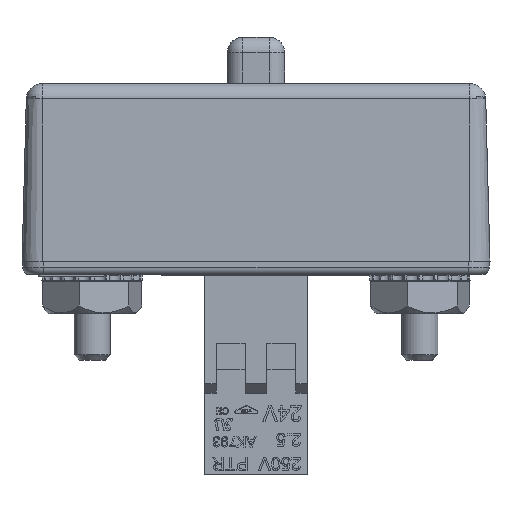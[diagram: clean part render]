
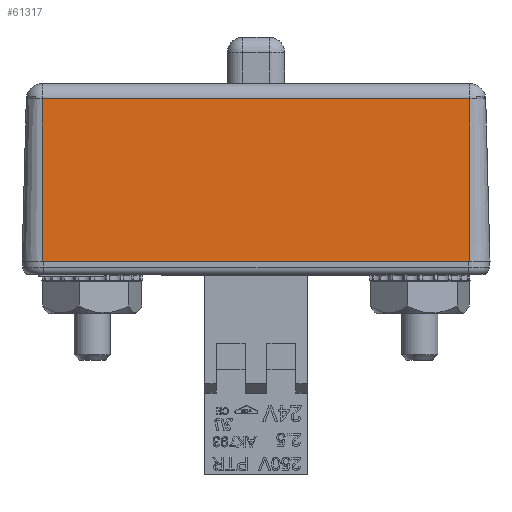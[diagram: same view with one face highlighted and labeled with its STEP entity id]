
A CAD part, left-side view. The second image highlights one B-rep face of the part: STEP entity #61317.
In plain terms, the highlighted face is planar.
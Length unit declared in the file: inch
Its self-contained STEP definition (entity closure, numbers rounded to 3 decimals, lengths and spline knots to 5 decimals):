
#2682 = DIRECTION ( 'NONE',  ( 0., 0., 1. ) ) ;
#3147 = VERTEX_POINT ( 'NONE', #17065 ) ;
#4755 = VERTEX_POINT ( 'NONE', #21274 ) ;
#10972 = VECTOR ( 'NONE', #2682, 39.37008 ) ;
#17037 = CARTESIAN_POINT ( 'NONE',  ( -1.58031, 0.68, 0.815 ) ) ;
#17065 = CARTESIAN_POINT ( 'NONE',  ( -1.56403, 0.05843, -0.815 ) ) ;
#17720 = VERTEX_POINT ( 'NONE', #23734 ) ;
#19981 = EDGE_CURVE ( 'NONE', #52241, #17720, #57068, .T. ) ;
#21274 = CARTESIAN_POINT ( 'NONE',  ( -1.58031, 0.68, -0.815 ) ) ;
#22911 = CARTESIAN_POINT ( 'NONE',  ( -1.5625, 0., 0.815 ) ) ;
#23734 = CARTESIAN_POINT ( 'NONE',  ( -1.56403, 0.05843, 0.815 ) ) ;
#23825 = EDGE_CURVE ( 'NONE', #4755, #3147, #50938, .T. ) ;
#24803 = ORIENTED_EDGE ( 'NONE', *, *, #62409, .F. ) ;
#27166 = LINE ( 'NONE', #29602, #69306 ) ;
#29017 = VECTOR ( 'NONE', #51511, 39.37008 ) ;
#29602 = CARTESIAN_POINT ( 'NONE',  ( -1.56403, 0.05843, 0.815 ) ) ;
#30544 = DIRECTION ( 'NONE',  ( 0., 0., 1. ) ) ;
#30792 = CARTESIAN_POINT ( 'NONE',  ( -1.5625, 0., 0.815 ) ) ;
#31146 = EDGE_CURVE ( 'NONE', #3147, #17720, #27166, .T. ) ;
#32201 = AXIS2_PLACEMENT_3D ( 'NONE', #30792, #47057, #57413 ) ;
#35303 = EDGE_LOOP ( 'NONE', ( #68506, #63381, #48251, #24803 ) ) ;
#38016 = FACE_OUTER_BOUND ( 'NONE', #35303, .T. ) ;
#41152 = PLANE ( 'NONE',  #32201 ) ;
#44832 = CARTESIAN_POINT ( 'NONE',  ( -1.58031, 0.68, -0.815 ) ) ;
#47057 = DIRECTION ( 'NONE',  ( -1., -0.026, 0. ) ) ;
#47799 = VECTOR ( 'NONE', #55187, 39.37008 ) ;
#48251 = ORIENTED_EDGE ( 'NONE', *, *, #19981, .F. ) ;
#50938 = LINE ( 'NONE', #52443, #29017 ) ;
#51511 = DIRECTION ( 'NONE',  ( 0.026, -1., 0. ) ) ;
#52241 = VERTEX_POINT ( 'NONE', #17037 ) ;
#52443 = CARTESIAN_POINT ( 'NONE',  ( -1.5625, 0., -0.815 ) ) ;
#53072 = LINE ( 'NONE', #44832, #10972 ) ;
#55187 = DIRECTION ( 'NONE',  ( 0.026, -1., 0. ) ) ;
#57068 = LINE ( 'NONE', #22911, #47799 ) ;
#57413 = DIRECTION ( 'NONE',  ( 0.026, -1., 0. ) ) ;
#61317 = ADVANCED_FACE ( 'NONE', ( #38016 ), #41152, .T. ) ;
#62409 = EDGE_CURVE ( 'NONE', #4755, #52241, #53072, .T. ) ;
#63381 = ORIENTED_EDGE ( 'NONE', *, *, #31146, .T. ) ;
#68506 = ORIENTED_EDGE ( 'NONE', *, *, #23825, .T. ) ;
#69306 = VECTOR ( 'NONE', #30544, 39.37008 ) ;
